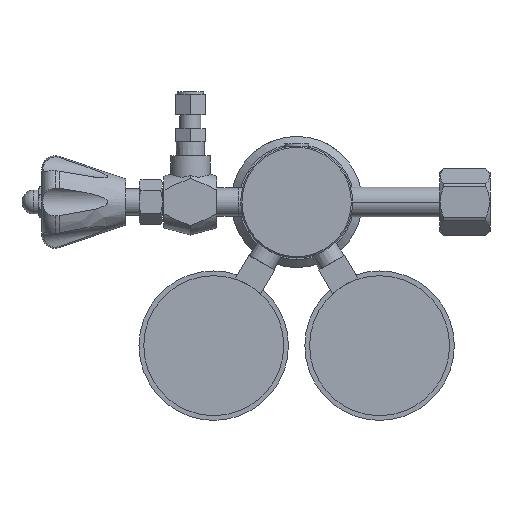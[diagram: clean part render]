
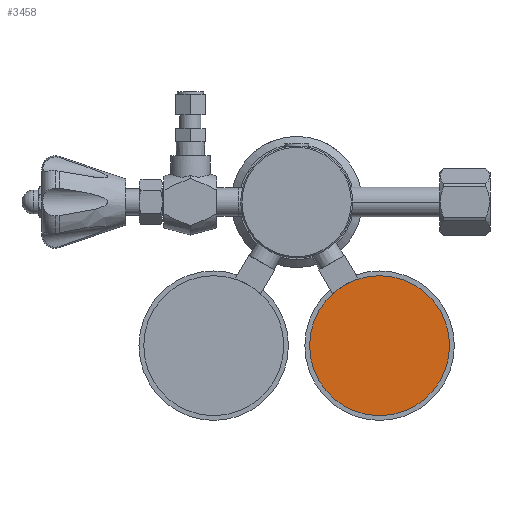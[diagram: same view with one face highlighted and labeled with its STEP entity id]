
A CAD part, front view. The second image highlights one B-rep face of the part: STEP entity #3458.
In plain terms, the highlighted face is planar.
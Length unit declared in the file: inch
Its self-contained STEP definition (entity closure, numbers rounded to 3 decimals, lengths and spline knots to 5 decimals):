
#3214=CARTESIAN_POINT('',(0.,0.,-0.83));
#3215=DIRECTION('',(0.,0.,-1.));
#3216=DIRECTION('',(1.,0.,0.));
#3217=AXIS2_PLACEMENT_3D('',#3214,#3215,#3216);
#3219=CARTESIAN_POINT('',(0.,0.,-0.83));
#3220=DIRECTION('',(0.,0.,-1.));
#3221=DIRECTION('',(-1.,0.,0.));
#3222=AXIS2_PLACEMENT_3D('',#3219,#3220,#3221);
#3295=CARTESIAN_POINT('',(-1.325,0.,-0.83));
#3297=VERTEX_POINT('',#3295);
#3299=CARTESIAN_POINT('',(1.325,0.,-0.83));
#3301=VERTEX_POINT('',#3299);
#3448=CARTESIAN_POINT('',(0.,0.,-0.83));
#3449=DIRECTION('',(0.,0.,1.));
#3450=DIRECTION('',(1.,0.,0.));
#3451=AXIS2_PLACEMENT_3D('',#3448,#3449,#3450);
#3452=PLANE('',#3451);
#3453=ORIENTED_EDGE('',*,*,#3390,.F.);
#3455=ORIENTED_EDGE('',*,*,#3454,.F.);
#3456=EDGE_LOOP('',(#3453,#3455));
#3457=FACE_OUTER_BOUND('',#3456,.F.);
#3458=ADVANCED_FACE('',(#3457),#3452,.F.);
#3218=CIRCLE('',#3217,1.325);
#3223=CIRCLE('',#3222,1.325);
#3390=EDGE_CURVE('',#3301,#3297,#3218,.T.);
#3454=EDGE_CURVE('',#3297,#3301,#3223,.T.);
